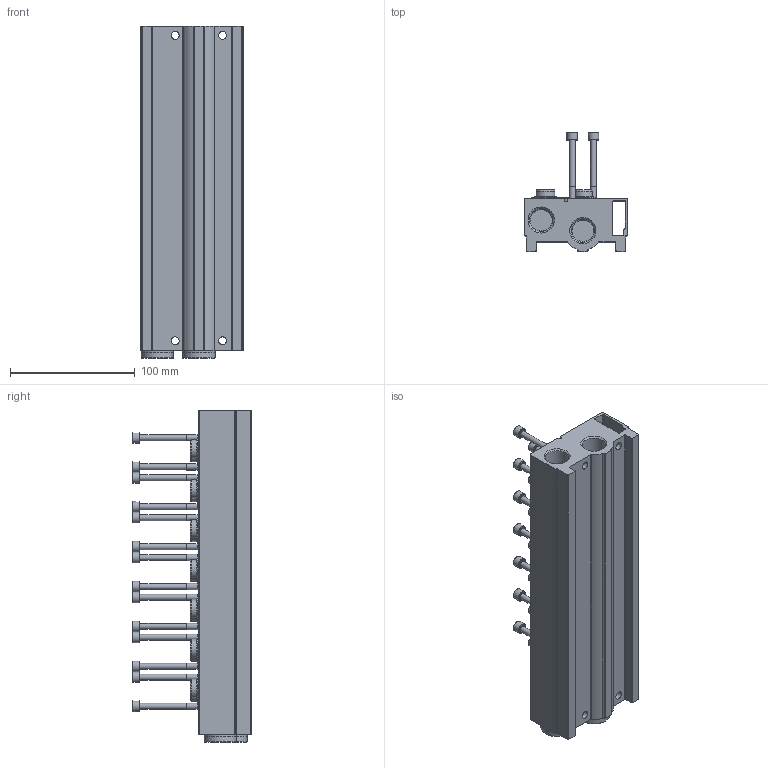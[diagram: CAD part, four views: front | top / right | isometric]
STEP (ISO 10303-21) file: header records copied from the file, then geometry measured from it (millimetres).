
FILE_DESCRIPTION(/* description */ ('STEP AP214'),/* implementation_level */ '2;1');
FILE_NAME(/* name */ '8026418_VABM-B10-30S-G12-7-P3',/* time_stamp */ '2024-09-15T23:29:39+02:00',/* author */ ('License CC BY-ND 4.0'),/* organization */ ('CADENAS'),/* preprocessor_version */ 'ST-DEVELOPER v19.3',/* originating_system */ 'PARTsolutions',/* authorisation */ ' ');
FILE_SCHEMA (('AUTOMOTIVE_DESIGN {1 0 10303 214 3 1 1}'));
Length unit declared in the file: millimetre
Products named in the file (5): 8026418 VABM-B10-30S-G12-7-P3; 8026418 VABM-B10-30S-G12-7-P3---(M); 1841579 VUVS-G38-2---(S); 2191444 F-M5x60-10.9; 3571 B-1/2---(Plug)
Assembly tree (24 placements, depth 2):
  8026418 VABM-B10-30S-G12-7-P3
    8026418 VABM-B10-30S-G12-7-P3---(M)
    1841579 VUVS-G38-2---(S)  x7
    2191444 F-M5x60-10.9  x14
    3571 B-1/2---(Plug)  x2
Bounding box: 83 x 95.4 x 266.35 mm (x, y, z)
Volume: 637540.3 mm3; surface area: 177190.8 mm2
Topology: 24 solids, 24 shells, 1063 faces, 2591 edges, 1653 vertices
Faces by surface type: plane 497, cylinder 338, cone 184, torus 44
Full cylindrical faces by diameter (mm): 3.5 x1, 4.134 x15, 4.75 x14, 5 x14, 6.3 x4, 8.5 x14, 9 x14, 12 x14, 15.1 x14, 17.6 x2, 18.1 x14, 18.631 x4, 20.955 x2, 23.4 x2, 26 x4
Entity records: 8340 total; most frequent: CARTESIAN_POINT 1636, DIRECTION 1422, ORIENTED_EDGE 1134, AXIS2_PLACEMENT_3D 574, EDGE_CURVE 567, FACE_BOUND 476, EDGE_LOOP 460, VERTEX_POINT 441
